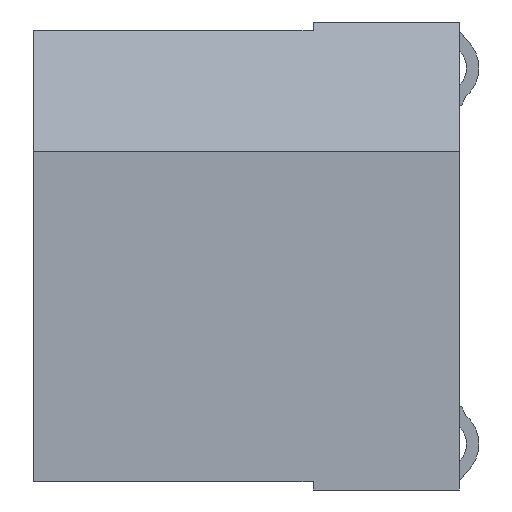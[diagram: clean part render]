
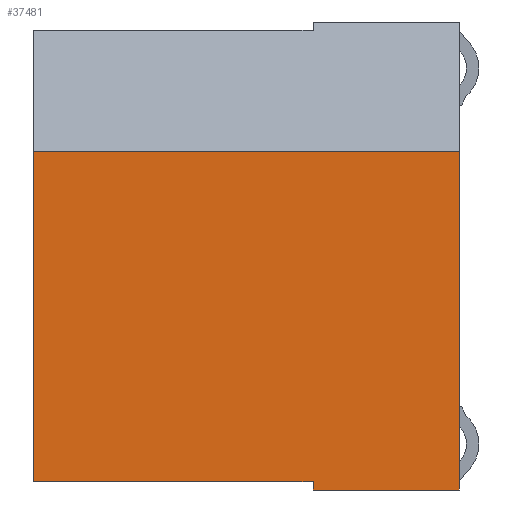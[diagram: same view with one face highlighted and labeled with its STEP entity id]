
A CAD part, left-side view. The second image highlights one B-rep face of the part: STEP entity #37481.
In plain terms, the highlighted planar face has unit normal (-1, 0, 0).
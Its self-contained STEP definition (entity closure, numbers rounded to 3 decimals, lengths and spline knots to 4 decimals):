
#2090=FACE_OUTER_BOUND('',#3946,.T.);
#3946=EDGE_LOOP('',(#23551,#23552,#23553,#23554,#23555,#23556));
#5847=LINE('',#53258,#9957);
#6017=LINE('',#53598,#10127);
#6035=LINE('',#53631,#10145);
#6038=LINE('',#53637,#10148);
#6045=LINE('',#53648,#10155);
#6046=LINE('',#53650,#10156);
#9957=VECTOR('',#42663,1000.);
#10127=VECTOR('',#42835,1000.);
#10145=VECTOR('',#42859,1000.);
#10148=VECTOR('',#42864,1000.);
#10155=VECTOR('',#42877,1000.);
#10156=VECTOR('',#42880,1000.);
#14058=VERTEX_POINT('',#53255);
#14059=VERTEX_POINT('',#53257);
#14227=VERTEX_POINT('',#53595);
#14234=VERTEX_POINT('',#53616);
#14240=VERTEX_POINT('',#53629);
#14242=VERTEX_POINT('',#53636);
#17765=EDGE_CURVE('',#14058,#14059,#5847,.T.);
#17935=EDGE_CURVE('',#14058,#14227,#6017,.T.);
#17953=EDGE_CURVE('',#14234,#14240,#6035,.T.);
#17956=EDGE_CURVE('',#14242,#14234,#6038,.T.);
#17963=EDGE_CURVE('',#14059,#14240,#6045,.T.);
#17964=EDGE_CURVE('',#14242,#14227,#6046,.T.);
#23551=ORIENTED_EDGE('',*,*,#17963,.F.);
#23552=ORIENTED_EDGE('',*,*,#17765,.F.);
#23553=ORIENTED_EDGE('',*,*,#17935,.T.);
#23554=ORIENTED_EDGE('',*,*,#17964,.F.);
#23555=ORIENTED_EDGE('',*,*,#17956,.T.);
#23556=ORIENTED_EDGE('',*,*,#17953,.T.);
#34369=PLANE('',#39363);
#37481=ADVANCED_FACE('',(#2090),#34369,.F.);
#39363=AXIS2_PLACEMENT_3D('',#53649,#42878,#42879);
#42663=DIRECTION('',(0.,0.,1.));
#42835=DIRECTION('',(0.,-1.,0.));
#42859=DIRECTION('',(0.,0.,1.));
#42864=DIRECTION('',(0.,-1.,0.));
#42877=DIRECTION('',(0.,-1.,0.));
#42878=DIRECTION('center_axis',(1.,0.,0.));
#42879=DIRECTION('ref_axis',(0.,0.,-1.));
#42880=DIRECTION('',(0.,0.,1.));
#53255=CARTESIAN_POINT('',(-11.,5.1,-2.7));
#53257=CARTESIAN_POINT('',(-11.,5.1,1.25));
#53258=CARTESIAN_POINT('',(-11.,5.1,-2.7));
#53595=CARTESIAN_POINT('',(-11.,1.75,-2.7));
#53598=CARTESIAN_POINT('',(-11.,5.1,-2.7));
#53616=CARTESIAN_POINT('',(-11.,0.,-2.8));
#53629=CARTESIAN_POINT('',(-11.,0.,1.25));
#53631=CARTESIAN_POINT('',(-11.,0.,-2.8));
#53636=CARTESIAN_POINT('',(-11.,1.75,-2.8));
#53637=CARTESIAN_POINT('',(-11.,1.75,-2.8));
#53648=CARTESIAN_POINT('',(-11.,1.75,1.25));
#53649=CARTESIAN_POINT('Origin',(-11.,1.75,-2.8));
#53650=CARTESIAN_POINT('',(-11.,1.75,-2.8));
